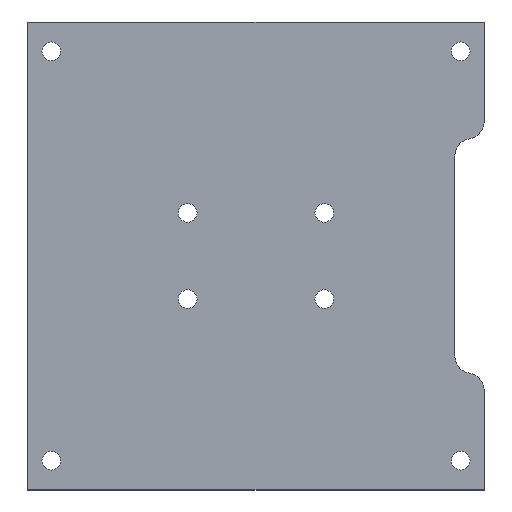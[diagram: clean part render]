
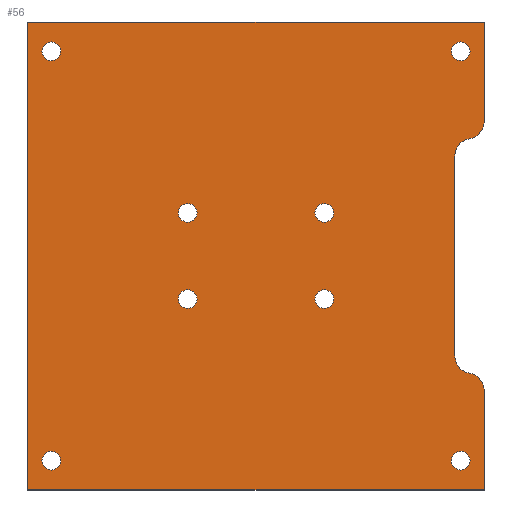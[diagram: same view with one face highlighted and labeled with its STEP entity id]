
A CAD part, top view. The second image highlights one B-rep face of the part: STEP entity #56.
In plain terms, the highlighted planar face has unit normal (0, 0, 1).
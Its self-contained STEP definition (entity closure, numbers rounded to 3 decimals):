
#56=ADVANCED_FACE('',(#110,#112,#114,#116,#118,#120,#122,#124,#126),#128,.T.);
#110=FACE_BOUND('',#111,.T.);
#111=EDGE_LOOP('',(#287,#288,#289,#290,#291,#292,#293,#294,#295,#296));
#112=FACE_BOUND('',#113,.T.);
#113=EDGE_LOOP('',(#297));
#114=FACE_BOUND('',#115,.T.);
#115=EDGE_LOOP('',(#298));
#116=FACE_BOUND('',#117,.T.);
#117=EDGE_LOOP('',(#299));
#118=FACE_BOUND('',#119,.T.);
#119=EDGE_LOOP('',(#300));
#120=FACE_BOUND('',#121,.T.);
#121=EDGE_LOOP('',(#301));
#122=FACE_BOUND('',#123,.T.);
#123=EDGE_LOOP('',(#302));
#124=FACE_BOUND('',#125,.T.);
#125=EDGE_LOOP('',(#303));
#126=FACE_BOUND('',#127,.T.);
#127=EDGE_LOOP('',(#304));
#128=PLANE('',#129);
#129=AXIS2_PLACEMENT_3D('',#130,#131,#132);
#130=CARTESIAN_POINT('',(0.,0.,2.));
#131=DIRECTION('',(0.,0.,1.));
#132=DIRECTION('',(0.,1.,0.));
#287=ORIENTED_EDGE('',*,*,#377,.F.);
#288=ORIENTED_EDGE('',*,*,#378,.F.);
#289=ORIENTED_EDGE('',*,*,#356,.T.);
#290=ORIENTED_EDGE('',*,*,#379,.T.);
#291=ORIENTED_EDGE('',*,*,#380,.T.);
#292=ORIENTED_EDGE('',*,*,#381,.T.);
#293=ORIENTED_EDGE('',*,*,#358,.T.);
#294=ORIENTED_EDGE('',*,*,#382,.F.);
#295=ORIENTED_EDGE('',*,*,#383,.F.);
#296=ORIENTED_EDGE('',*,*,#384,.T.);
#297=ORIENTED_EDGE('',*,*,#385,.T.);
#298=ORIENTED_EDGE('',*,*,#386,.T.);
#299=ORIENTED_EDGE('',*,*,#387,.T.);
#300=ORIENTED_EDGE('',*,*,#388,.T.);
#301=ORIENTED_EDGE('',*,*,#389,.T.);
#302=ORIENTED_EDGE('',*,*,#390,.T.);
#303=ORIENTED_EDGE('',*,*,#391,.T.);
#304=ORIENTED_EDGE('',*,*,#392,.T.);
#356=EDGE_CURVE('',#399,#404,#406,.T.);
#358=EDGE_CURVE('',#410,#408,#411,.T.);
#377=EDGE_CURVE('',#445,#446,#447,.F.);
#378=EDGE_CURVE('',#399,#445,#448,.F.);
#379=EDGE_CURVE('',#404,#449,#450,.T.);
#380=EDGE_CURVE('',#449,#451,#452,.T.);
#381=EDGE_CURVE('',#451,#410,#453,.T.);
#382=EDGE_CURVE('',#454,#408,#455,.F.);
#383=EDGE_CURVE('',#456,#454,#457,.F.);
#384=EDGE_CURVE('',#456,#446,#458,.F.);
#385=EDGE_CURVE('',#459,#459,#460,.F.);
#386=EDGE_CURVE('',#461,#461,#462,.F.);
#387=EDGE_CURVE('',#463,#463,#464,.F.);
#388=EDGE_CURVE('',#465,#465,#466,.F.);
#389=EDGE_CURVE('',#467,#467,#468,.F.);
#390=EDGE_CURVE('',#469,#469,#470,.F.);
#391=EDGE_CURVE('',#471,#471,#472,.F.);
#392=EDGE_CURVE('',#473,#473,#474,.F.);
#399=VERTEX_POINT('',#481);
#404=VERTEX_POINT('',#490);
#406=LINE('',#494,#495);
#408=VERTEX_POINT('',#498);
#410=VERTEX_POINT('',#502);
#411=LINE('',#503,#504);
#445=VERTEX_POINT('',#587);
#446=VERTEX_POINT('',#588);
#447=CIRCLE('',#589,3.);
#448=CIRCLE('',#593,3.);
#449=VERTEX_POINT('',#597);
#450=LINE('',#598,#599);
#451=VERTEX_POINT('',#601);
#452=LINE('',#602,#603);
#453=LINE('',#605,#606);
#454=VERTEX_POINT('',#608);
#455=CIRCLE('',#609,3.);
#456=VERTEX_POINT('',#613);
#457=CIRCLE('',#614,3.);
#458=LINE('',#618,#619);
#459=VERTEX_POINT('',#621);
#460=CIRCLE('',#622,1.6);
#461=VERTEX_POINT('',#626);
#462=CIRCLE('',#627,1.6);
#463=VERTEX_POINT('',#631);
#464=CIRCLE('',#632,1.6);
#465=VERTEX_POINT('',#636);
#466=CIRCLE('',#637,1.6);
#467=VERTEX_POINT('',#641);
#468=CIRCLE('',#642,1.6);
#469=VERTEX_POINT('',#646);
#470=CIRCLE('',#647,1.6);
#471=VERTEX_POINT('',#651);
#472=CIRCLE('',#652,1.6);
#473=VERTEX_POINT('',#656);
#474=CIRCLE('',#657,1.6);
#481=CARTESIAN_POINT('',(39.,23.,2.));
#490=CARTESIAN_POINT('',(39.,40.,2.));
#494=CARTESIAN_POINT('',(39.,23.,2.));
#495=VECTOR('',#496,1.);
#496=DIRECTION('',(0.,1.,0.));
#498=CARTESIAN_POINT('',(39.,-23.,2.));
#502=CARTESIAN_POINT('',(39.,-40.,2.));
#503=CARTESIAN_POINT('',(39.,-40.,2.));
#504=VECTOR('',#505,1.);
#505=DIRECTION('',(0.,1.,0.));
#587=CARTESIAN_POINT('',(36.5,20.042,2.));
#588=CARTESIAN_POINT('',(34.,17.084,2.));
#589=AXIS2_PLACEMENT_3D('',#590,#591,#592);
#590=CARTESIAN_POINT('',(37.,17.084,2.));
#591=DIRECTION('',(0.,0.,-1.));
#592=DIRECTION('',(-1.,0.,0.));
#593=AXIS2_PLACEMENT_3D('',#594,#595,#596);
#594=CARTESIAN_POINT('',(36.,23.,2.));
#595=DIRECTION('',(0.,0.,1.));
#596=DIRECTION('',(0.167,-0.986,0.));
#597=CARTESIAN_POINT('',(-39.,40.,2.));
#598=CARTESIAN_POINT('',(39.,40.,2.));
#599=VECTOR('',#600,1.);
#600=DIRECTION('',(-1.,0.,0.));
#601=CARTESIAN_POINT('',(-39.,-40.,2.));
#602=CARTESIAN_POINT('',(-39.,40.,2.));
#603=VECTOR('',#604,1.);
#604=DIRECTION('',(0.,-1.,0.));
#605=CARTESIAN_POINT('',(-39.,-40.,2.));
#606=VECTOR('',#607,1.);
#607=DIRECTION('',(1.,0.,0.));
#608=CARTESIAN_POINT('',(36.5,-20.042,2.));
#609=AXIS2_PLACEMENT_3D('',#610,#611,#612);
#610=CARTESIAN_POINT('',(36.,-23.,2.));
#611=DIRECTION('',(0.,0.,1.));
#612=DIRECTION('',(1.,0.,0.));
#613=CARTESIAN_POINT('',(34.,-17.084,2.));
#614=AXIS2_PLACEMENT_3D('',#615,#616,#617);
#615=CARTESIAN_POINT('',(37.,-17.084,2.));
#616=DIRECTION('',(0.,0.,-1.));
#617=DIRECTION('',(-0.167,-0.986,0.));
#618=CARTESIAN_POINT('',(34.,17.084,2.));
#619=VECTOR('',#620,1.);
#620=DIRECTION('',(0.,-1.,0.));
#621=CARTESIAN_POINT('',(-35.,-33.4,2.));
#622=AXIS2_PLACEMENT_3D('',#623,#624,#625);
#623=CARTESIAN_POINT('',(-35.,-35.,2.));
#624=DIRECTION('',(0.,0.,1.));
#625=DIRECTION('',(0.,1.,0.));
#626=CARTESIAN_POINT('',(-35.,36.6,2.));
#627=AXIS2_PLACEMENT_3D('',#628,#629,#630);
#628=CARTESIAN_POINT('',(-35.,35.,2.));
#629=DIRECTION('',(0.,0.,1.));
#630=DIRECTION('',(0.,1.,0.));
#631=CARTESIAN_POINT('',(35.,36.6,2.));
#632=AXIS2_PLACEMENT_3D('',#633,#634,#635);
#633=CARTESIAN_POINT('',(35.,35.,2.));
#634=DIRECTION('',(0.,0.,1.));
#635=DIRECTION('',(0.,1.,0.));
#636=CARTESIAN_POINT('',(35.,-33.4,2.));
#637=AXIS2_PLACEMENT_3D('',#638,#639,#640);
#638=CARTESIAN_POINT('',(35.,-35.,2.));
#639=DIRECTION('',(0.,0.,1.));
#640=DIRECTION('',(0.,1.,0.));
#641=CARTESIAN_POINT('',(11.663,8.978,2.));
#642=AXIS2_PLACEMENT_3D('',#643,#644,#645);
#643=CARTESIAN_POINT('',(11.663,7.378,2.));
#644=DIRECTION('',(0.,0.,1.));
#645=DIRECTION('',(0.,1.,0.));
#646=CARTESIAN_POINT('',(11.663,-5.777,2.));
#647=AXIS2_PLACEMENT_3D('',#648,#649,#650);
#648=CARTESIAN_POINT('',(11.663,-7.377,2.));
#649=DIRECTION('',(0.,0.,1.));
#650=DIRECTION('',(0.,1.,0.));
#651=CARTESIAN_POINT('',(-11.663,8.978,2.));
#652=AXIS2_PLACEMENT_3D('',#653,#654,#655);
#653=CARTESIAN_POINT('',(-11.663,7.378,2.));
#654=DIRECTION('',(0.,0.,1.));
#655=DIRECTION('',(0.,1.,0.));
#656=CARTESIAN_POINT('',(-11.663,-5.777,2.));
#657=AXIS2_PLACEMENT_3D('',#658,#659,#660);
#658=CARTESIAN_POINT('',(-11.663,-7.377,2.));
#659=DIRECTION('',(0.,0.,1.));
#660=DIRECTION('',(0.,1.,0.));
